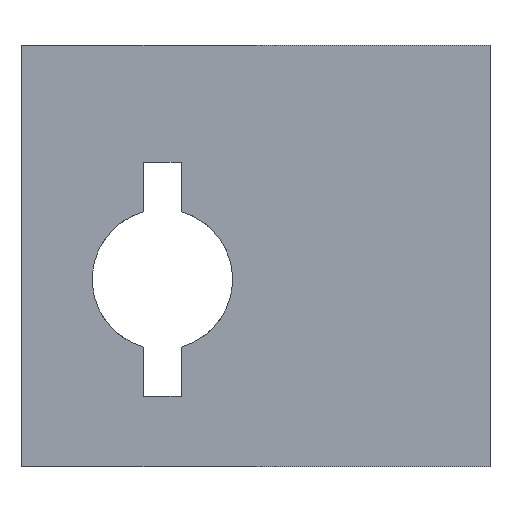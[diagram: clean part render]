
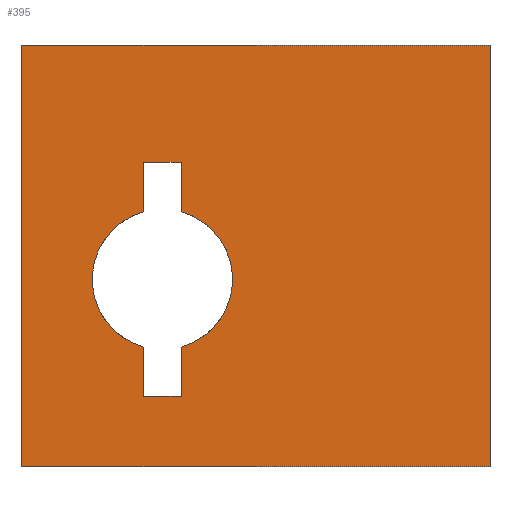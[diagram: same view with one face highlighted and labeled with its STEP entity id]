
A CAD part, front view. The second image highlights one B-rep face of the part: STEP entity #395.
In plain terms, the highlighted planar face has unit normal (0, -1, 0).
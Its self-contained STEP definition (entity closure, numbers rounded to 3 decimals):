
#1=DIRECTION('',(1.,0.,0.));
#2=VECTOR('',#1,100.);
#3=CARTESIAN_POINT('',(0.,0.,0.));
#4=LINE('',#3,#2);
#17=DIRECTION('',(0.,0.,1.));
#18=VECTOR('',#17,90.);
#19=CARTESIAN_POINT('',(0.,0.,0.));
#20=LINE('',#19,#18);
#21=DIRECTION('',(0.,0.,-1.));
#22=VECTOR('',#21,10.543);
#23=CARTESIAN_POINT('',(26.,0.,65.));
#24=LINE('',#23,#22);
#25=DIRECTION('',(0.,0.,-1.));
#26=VECTOR('',#25,10.543);
#27=CARTESIAN_POINT('',(26.,0.,25.543));
#28=LINE('',#27,#26);
#29=DIRECTION('',(1.,0.,0.));
#30=VECTOR('',#29,8.);
#31=CARTESIAN_POINT('',(26.,0.,15.));
#32=LINE('',#31,#30);
#33=DIRECTION('',(0.,0.,1.));
#34=VECTOR('',#33,10.543);
#35=CARTESIAN_POINT('',(34.,0.,15.));
#36=LINE('',#35,#34);
#37=DIRECTION('',(0.,0.,1.));
#38=VECTOR('',#37,10.543);
#39=CARTESIAN_POINT('',(34.,0.,54.457));
#40=LINE('',#39,#38);
#41=DIRECTION('',(-1.,0.,0.));
#42=VECTOR('',#41,8.);
#43=CARTESIAN_POINT('',(34.,0.,65.));
#44=LINE('',#43,#42);
#87=DIRECTION('',(0.,0.,1.));
#88=VECTOR('',#87,90.);
#89=CARTESIAN_POINT('',(100.,0.,0.));
#90=LINE('',#89,#88);
#101=DIRECTION('',(1.,0.,0.));
#102=VECTOR('',#101,100.);
#103=CARTESIAN_POINT('',(0.,0.,90.));
#104=LINE('',#103,#102);
#161=CARTESIAN_POINT('',(30.,0.,40.));
#162=DIRECTION('',(0.,1.,0.));
#163=DIRECTION('',(-0.267,0.,-0.964));
#164=AXIS2_PLACEMENT_3D('',#161,#162,#163);
#170=CARTESIAN_POINT('',(30.,0.,40.));
#171=DIRECTION('',(0.,1.,0.));
#172=DIRECTION('',(0.267,0.,0.964));
#173=AXIS2_PLACEMENT_3D('',#170,#171,#172);
#287=CARTESIAN_POINT('',(0.,0.,0.));
#288=CARTESIAN_POINT('',(100.,0.,0.));
#289=VERTEX_POINT('',#287);
#290=VERTEX_POINT('',#288);
#295=CARTESIAN_POINT('',(0.,0.,90.));
#296=CARTESIAN_POINT('',(100.,0.,90.));
#297=VERTEX_POINT('',#295);
#298=VERTEX_POINT('',#296);
#303=CARTESIAN_POINT('',(26.,0.,65.));
#304=CARTESIAN_POINT('',(26.,0.,54.457));
#305=VERTEX_POINT('',#303);
#306=VERTEX_POINT('',#304);
#307=CARTESIAN_POINT('',(26.,0.,25.543));
#308=CARTESIAN_POINT('',(26.,0.,15.));
#309=VERTEX_POINT('',#307);
#310=VERTEX_POINT('',#308);
#311=CARTESIAN_POINT('',(34.,0.,15.));
#312=VERTEX_POINT('',#311);
#313=CARTESIAN_POINT('',(34.,0.,25.543));
#314=VERTEX_POINT('',#313);
#315=CARTESIAN_POINT('',(34.,0.,54.457));
#316=CARTESIAN_POINT('',(34.,0.,65.));
#317=VERTEX_POINT('',#315);
#318=VERTEX_POINT('',#316);
#363=CARTESIAN_POINT('',(0.,0.,0.));
#364=DIRECTION('',(0.,-1.,0.));
#365=DIRECTION('',(1.,0.,0.));
#366=AXIS2_PLACEMENT_3D('',#363,#364,#365);
#367=PLANE('',#366);
#368=ORIENTED_EDGE('',*,*,#352,.F.);
#370=ORIENTED_EDGE('',*,*,#369,.T.);
#372=ORIENTED_EDGE('',*,*,#371,.T.);
#374=ORIENTED_EDGE('',*,*,#373,.F.);
#375=EDGE_LOOP('',(#368,#370,#372,#374));
#376=FACE_OUTER_BOUND('',#375,.F.);
#378=ORIENTED_EDGE('',*,*,#377,.T.);
#380=ORIENTED_EDGE('',*,*,#379,.F.);
#382=ORIENTED_EDGE('',*,*,#381,.T.);
#384=ORIENTED_EDGE('',*,*,#383,.T.);
#386=ORIENTED_EDGE('',*,*,#385,.T.);
#388=ORIENTED_EDGE('',*,*,#387,.F.);
#390=ORIENTED_EDGE('',*,*,#389,.T.);
#392=ORIENTED_EDGE('',*,*,#391,.T.);
#393=EDGE_LOOP('',(#378,#380,#382,#384,#386,#388,#390,#392));
#394=FACE_BOUND('',#393,.F.);
#395=ADVANCED_FACE('',(#376,#394),#367,.T.);
#165=CIRCLE('',#164,15.);
#174=CIRCLE('',#173,15.);
#352=EDGE_CURVE('',#289,#290,#4,.T.);
#369=EDGE_CURVE('',#289,#297,#20,.T.);
#371=EDGE_CURVE('',#297,#298,#104,.T.);
#373=EDGE_CURVE('',#290,#298,#90,.T.);
#377=EDGE_CURVE('',#305,#306,#24,.T.);
#379=EDGE_CURVE('',#309,#306,#165,.T.);
#381=EDGE_CURVE('',#309,#310,#28,.T.);
#383=EDGE_CURVE('',#310,#312,#32,.T.);
#385=EDGE_CURVE('',#312,#314,#36,.T.);
#387=EDGE_CURVE('',#317,#314,#174,.T.);
#389=EDGE_CURVE('',#317,#318,#40,.T.);
#391=EDGE_CURVE('',#318,#305,#44,.T.);
